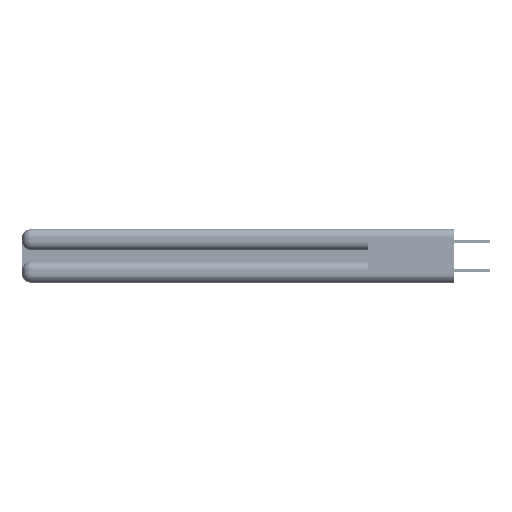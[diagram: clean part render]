
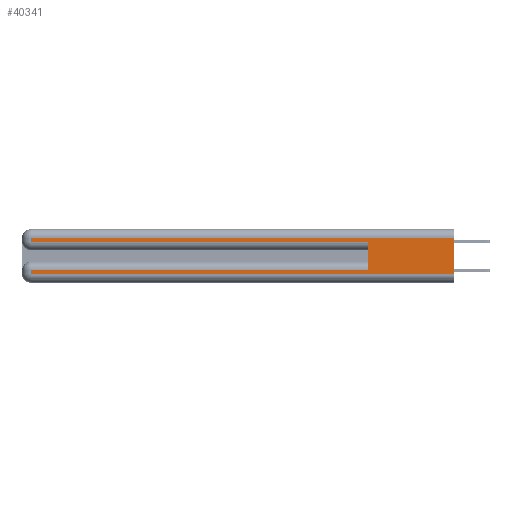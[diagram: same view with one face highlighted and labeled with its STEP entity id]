
A CAD part, left-side view. The second image highlights one B-rep face of the part: STEP entity #40341.
In plain terms, the highlighted planar face has unit normal (-1, 0, 0).
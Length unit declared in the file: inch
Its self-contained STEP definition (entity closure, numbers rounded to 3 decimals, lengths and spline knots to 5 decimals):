
#605 = CARTESIAN_POINT ( 'NONE',  ( 0., 2.94, 0.31 ) ) ;
#1406 = VECTOR ( 'NONE', #11457, 39.37008 ) ;
#1409 = DIRECTION ( 'NONE',  ( 0., 0., -1. ) ) ;
#3006 = VECTOR ( 'NONE', #42756, 39.37008 ) ;
#4049 = CARTESIAN_POINT ( 'NONE',  ( 0., 2.94, 0.06 ) ) ;
#4485 = DIRECTION ( 'NONE',  ( 0., 0., -1. ) ) ;
#5039 = PLANE ( 'NONE',  #42207 ) ;
#5124 = CARTESIAN_POINT ( 'NONE',  ( 0., 2.94, 0.285 ) ) ;
#5510 = CARTESIAN_POINT ( 'NONE',  ( 0., 2.94, 0.37 ) ) ;
#6113 = ORIENTED_EDGE ( 'NONE', *, *, #29098, .T. ) ;
#7672 = VECTOR ( 'NONE', #47850, 39.37008 ) ;
#7758 = CARTESIAN_POINT ( 'NONE',  ( 0., 0., 0.285 ) ) ;
#10292 = CARTESIAN_POINT ( 'NONE',  ( 0., 0., 0.31 ) ) ;
#11248 = ORIENTED_EDGE ( 'NONE', *, *, #15679, .T. ) ;
#11457 = DIRECTION ( 'NONE',  ( 0., 1., 0. ) ) ;
#12644 = CARTESIAN_POINT ( 'NONE',  ( 0., 0., 0.37 ) ) ;
#13207 = LINE ( 'NONE', #51470, #26433 ) ;
#13469 = LINE ( 'NONE', #10292, #30140 ) ;
#14210 = DIRECTION ( 'NONE',  ( 0., 1., 0. ) ) ;
#15336 = FACE_OUTER_BOUND ( 'NONE', #55169, .T. ) ;
#15679 = EDGE_CURVE ( 'NONE', #52205, #16226, #36823, .T. ) ;
#16226 = VERTEX_POINT ( 'NONE', #4049 ) ;
#16295 = VECTOR ( 'NONE', #28292, 39.37008 ) ;
#18887 = CARTESIAN_POINT ( 'NONE',  ( 0., 0.6, 0.085 ) ) ;
#20340 = CARTESIAN_POINT ( 'NONE',  ( 0., 0., 0.06 ) ) ;
#21228 = VERTEX_POINT ( 'NONE', #20340 ) ;
#22268 = LINE ( 'NONE', #12644, #7672 ) ;
#22818 = ORIENTED_EDGE ( 'NONE', *, *, #54110, .T. ) ;
#24236 = ORIENTED_EDGE ( 'NONE', *, *, #29608, .T. ) ;
#24486 = DIRECTION ( 'NONE',  ( 0., 0., 1. ) ) ;
#25696 = VECTOR ( 'NONE', #4485, 39.37008 ) ;
#26433 = VECTOR ( 'NONE', #24486, 39.37008 ) ;
#28121 = LINE ( 'NONE', #50615, #16295 ) ;
#28292 = DIRECTION ( 'NONE',  ( 0., -1., 0. ) ) ;
#28481 = ORIENTED_EDGE ( 'NONE', *, *, #54109, .F. ) ;
#29098 = EDGE_CURVE ( 'NONE', #32180, #38197, #13469, .T. ) ;
#29608 = EDGE_CURVE ( 'NONE', #47182, #31445, #47511, .T. ) ;
#30140 = VECTOR ( 'NONE', #14210, 39.37008 ) ;
#31092 = ORIENTED_EDGE ( 'NONE', *, *, #43452, .T. ) ;
#31445 = VERTEX_POINT ( 'NONE', #55771 ) ;
#32180 = VERTEX_POINT ( 'NONE', #39539 ) ;
#32368 = VERTEX_POINT ( 'NONE', #18887 ) ;
#32667 = LINE ( 'NONE', #46861, #1406 ) ;
#34623 = EDGE_CURVE ( 'NONE', #32180, #21228, #22268, .T. ) ;
#35900 = DIRECTION ( 'NONE',  ( 0., 0., -1. ) ) ;
#36823 = LINE ( 'NONE', #48993, #25696 ) ;
#38197 = VERTEX_POINT ( 'NONE', #605 ) ;
#39462 = VECTOR ( 'NONE', #1409, 39.37008 ) ;
#39539 = CARTESIAN_POINT ( 'NONE',  ( 0., 0., 0.31 ) ) ;
#39614 = ORIENTED_EDGE ( 'NONE', *, *, #34623, .F. ) ;
#40341 = ADVANCED_FACE ( 'NONE', ( #15336 ), #5039, .F. ) ;
#41657 = EDGE_CURVE ( 'NONE', #38197, #47182, #45077, .T. ) ;
#42207 = AXIS2_PLACEMENT_3D ( 'NONE', #49727, #45474, #35900 ) ;
#42756 = DIRECTION ( 'NONE',  ( 0., -1., 0. ) ) ;
#43452 = EDGE_CURVE ( 'NONE', #16226, #21228, #28121, .T. ) ;
#45077 = LINE ( 'NONE', #5510, #39462 ) ;
#45474 = DIRECTION ( 'NONE',  ( 1., 0., 0. ) ) ;
#46861 = CARTESIAN_POINT ( 'NONE',  ( 0., 0., 0.085 ) ) ;
#47182 = VERTEX_POINT ( 'NONE', #5124 ) ;
#47511 = LINE ( 'NONE', #7758, #3006 ) ;
#47850 = DIRECTION ( 'NONE',  ( 0., 0., -1. ) ) ;
#48993 = CARTESIAN_POINT ( 'NONE',  ( 0., 2.94, 0.37 ) ) ;
#49225 = ORIENTED_EDGE ( 'NONE', *, *, #41657, .T. ) ;
#49727 = CARTESIAN_POINT ( 'NONE',  ( 0., 0., 0.37 ) ) ;
#50615 = CARTESIAN_POINT ( 'NONE',  ( 0., 0., 0.06 ) ) ;
#51470 = CARTESIAN_POINT ( 'NONE',  ( 0., 0.6, 0.145 ) ) ;
#52205 = VERTEX_POINT ( 'NONE', #55768 ) ;
#54109 = EDGE_CURVE ( 'NONE', #32368, #31445, #13207, .T. ) ;
#54110 = EDGE_CURVE ( 'NONE', #32368, #52205, #32667, .T. ) ;
#55169 = EDGE_LOOP ( 'NONE', ( #39614, #6113, #49225, #24236, #28481, #22818, #11248, #31092 ) ) ;
#55768 = CARTESIAN_POINT ( 'NONE',  ( 0., 2.94, 0.085 ) ) ;
#55771 = CARTESIAN_POINT ( 'NONE',  ( 0., 0.6, 0.285 ) ) ;
